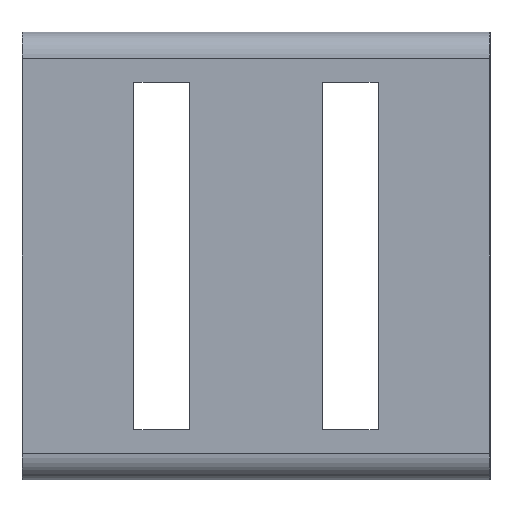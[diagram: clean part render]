
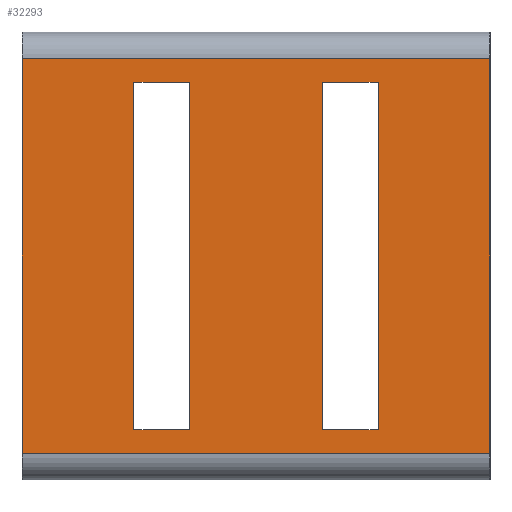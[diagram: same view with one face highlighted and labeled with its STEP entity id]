
A CAD part, left-side view. The second image highlights one B-rep face of the part: STEP entity #32293.
In plain terms, the highlighted planar face has unit normal (-1, 0, 0).
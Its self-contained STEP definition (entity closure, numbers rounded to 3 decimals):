
#129=FACE_BOUND('',#3904,.T.);
#130=FACE_BOUND('',#3905,.T.);
#2079=FACE_OUTER_BOUND('',#3903,.T.);
#3903=EDGE_LOOP('',(#25621,#25622,#25623,#25624));
#3904=EDGE_LOOP('',(#25625,#25626,#25627,#25628));
#3905=EDGE_LOOP('',(#25629,#25630,#25631,#25632));
#8207=LINE('',#49839,#11056);
#8208=LINE('',#49842,#11057);
#8214=LINE('',#49856,#11063);
#8239=LINE('',#49915,#11088);
#8246=LINE('',#49929,#11095);
#8257=LINE('',#49953,#11106);
#8264=LINE('',#49963,#11113);
#8271=LINE('',#49977,#11120);
#8276=LINE('',#49986,#11125);
#8279=LINE('',#49993,#11128);
#8283=LINE('',#49999,#11132);
#8286=LINE('',#50004,#11135);
#11056=VECTOR('',#35853,10.);
#11057=VECTOR('',#35856,10.);
#11063=VECTOR('',#35868,10.);
#11088=VECTOR('',#35927,10.);
#11095=VECTOR('',#35936,10.);
#11106=VECTOR('',#35951,10.);
#11113=VECTOR('',#35964,10.);
#11120=VECTOR('',#35985,10.);
#11125=VECTOR('',#35992,10.);
#11128=VECTOR('',#35999,10.);
#11132=VECTOR('',#36005,10.);
#11135=VECTOR('',#36012,10.);
#14190=VERTEX_POINT('',#49835);
#14191=VERTEX_POINT('',#49837);
#14192=VERTEX_POINT('',#49841);
#14197=VERTEX_POINT('',#49854);
#14213=VERTEX_POINT('',#49912);
#14214=VERTEX_POINT('',#49914);
#14219=VERTEX_POINT('',#49926);
#14220=VERTEX_POINT('',#49928);
#14230=VERTEX_POINT('',#49950);
#14231=VERTEX_POINT('',#49952);
#14234=VERTEX_POINT('',#49984);
#14236=VERTEX_POINT('',#49992);
#18233=EDGE_CURVE('',#14191,#14190,#8207,.T.);
#18234=EDGE_CURVE('',#14190,#14192,#8208,.T.);
#18242=EDGE_CURVE('',#14192,#14197,#8214,.T.);
#18271=EDGE_CURVE('',#14214,#14213,#8239,.T.);
#18278=EDGE_CURVE('',#14220,#14219,#8246,.T.);
#18289=EDGE_CURVE('',#14231,#14230,#8257,.T.);
#18296=EDGE_CURVE('',#14219,#14214,#8264,.T.);
#18303=EDGE_CURVE('',#14213,#14220,#8271,.T.);
#18308=EDGE_CURVE('',#14230,#14234,#8276,.T.);
#18311=EDGE_CURVE('',#14236,#14231,#8279,.T.);
#18315=EDGE_CURVE('',#14234,#14236,#8283,.T.);
#18318=EDGE_CURVE('',#14197,#14191,#8286,.T.);
#25621=ORIENTED_EDGE('',*,*,#18233,.F.);
#25622=ORIENTED_EDGE('',*,*,#18318,.F.);
#25623=ORIENTED_EDGE('',*,*,#18242,.F.);
#25624=ORIENTED_EDGE('',*,*,#18234,.F.);
#25625=ORIENTED_EDGE('',*,*,#18315,.T.);
#25626=ORIENTED_EDGE('',*,*,#18311,.T.);
#25627=ORIENTED_EDGE('',*,*,#18289,.T.);
#25628=ORIENTED_EDGE('',*,*,#18308,.T.);
#25629=ORIENTED_EDGE('',*,*,#18278,.T.);
#25630=ORIENTED_EDGE('',*,*,#18296,.T.);
#25631=ORIENTED_EDGE('',*,*,#18271,.T.);
#25632=ORIENTED_EDGE('',*,*,#18303,.T.);
#31046=PLANE('',#33580);
#32293=ADVANCED_FACE('',(#2079,#129,#130),#31046,.F.);
#33580=AXIS2_PLACEMENT_3D('',#50006,#36015,#36016);
#35853=DIRECTION('',(0.,-1.,0.));
#35856=DIRECTION('',(0.,0.,-1.));
#35868=DIRECTION('',(0.,1.,0.));
#35927=DIRECTION('',(0.,-1.,0.));
#35936=DIRECTION('',(0.,1.,0.));
#35951=DIRECTION('',(0.,0.,-1.));
#35964=DIRECTION('',(0.,0.,1.));
#35985=DIRECTION('',(0.,0.,-1.));
#35992=DIRECTION('',(0.,1.,0.));
#35999=DIRECTION('',(0.,-1.,0.));
#36005=DIRECTION('',(0.,0.,1.));
#36012=DIRECTION('',(0.,0.,1.));
#36015=DIRECTION('center_axis',(1.,0.,0.));
#36016=DIRECTION('ref_axis',(0.,0.,-1.));
#49835=CARTESIAN_POINT('',(0.,-26.543,22.4));
#49837=CARTESIAN_POINT('',(0.,26.543,22.4));
#49839=CARTESIAN_POINT('',(0.,13.272,22.4));
#49841=CARTESIAN_POINT('',(0.,-26.543,-22.4));
#49842=CARTESIAN_POINT('',(0.,-26.543,25.4));
#49854=CARTESIAN_POINT('',(0.,26.543,-22.4));
#49856=CARTESIAN_POINT('',(0.,-13.272,-22.4));
#49912=CARTESIAN_POINT('',(0.,7.506,19.685));
#49914=CARTESIAN_POINT('',(0.,13.856,19.685));
#49915=CARTESIAN_POINT('',(0.,3.753,19.685));
#49926=CARTESIAN_POINT('',(0.,13.856,-19.685));
#49928=CARTESIAN_POINT('',(0.,7.506,-19.685));
#49929=CARTESIAN_POINT('',(0.,6.928,-19.685));
#49950=CARTESIAN_POINT('',(0.,-13.856,-19.685));
#49952=CARTESIAN_POINT('',(0.,-13.856,19.685));
#49953=CARTESIAN_POINT('',(0.,-13.856,9.843));
#49963=CARTESIAN_POINT('',(0.,13.856,9.843));
#49977=CARTESIAN_POINT('',(0.,7.506,-9.843));
#49984=CARTESIAN_POINT('',(0.,-7.506,-19.685));
#49986=CARTESIAN_POINT('',(0.,-6.928,-19.685));
#49992=CARTESIAN_POINT('',(0.,-7.506,19.685));
#49993=CARTESIAN_POINT('',(0.,-3.753,19.685));
#49999=CARTESIAN_POINT('',(0.,-7.506,-9.843));
#50004=CARTESIAN_POINT('',(0.,26.543,-25.4));
#50006=CARTESIAN_POINT('Origin',(0.,0.,0.));
